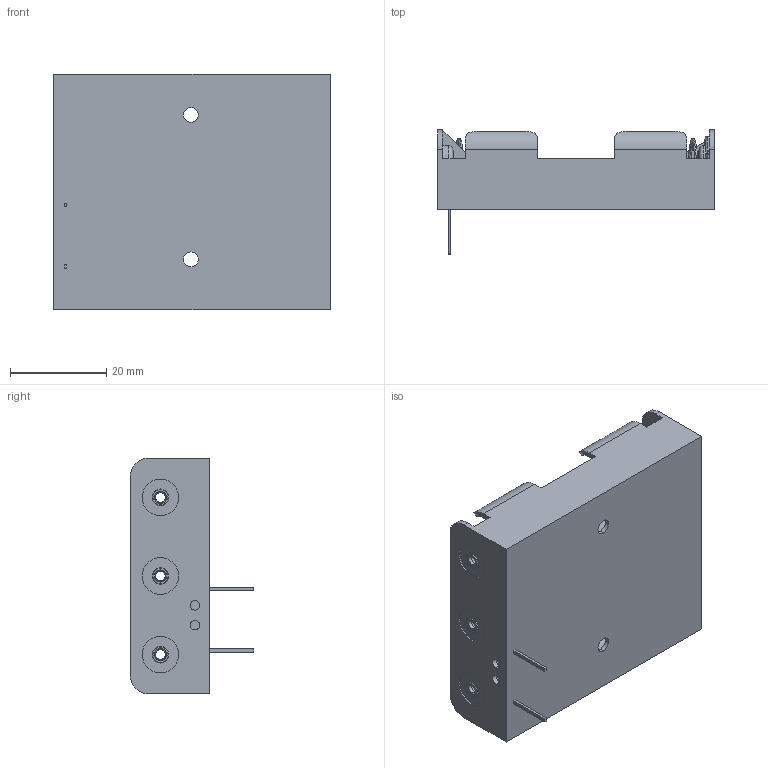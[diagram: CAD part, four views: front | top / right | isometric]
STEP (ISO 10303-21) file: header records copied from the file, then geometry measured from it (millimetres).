
FILE_DESCRIPTION (( 'STEP AP214' ), '1' );
FILE_NAME ('BC3AAPC.STEP', '2019-12-06T15:52:50', ( '' ), ( '' ), 'SwSTEP 2.0', 'SolidWorks 2017', '' );
FILE_SCHEMA (( 'AUTOMOTIVE_DESIGN' ));
Length unit declared in the file: millimetre
Products named in the file (1): BC3AAPC
Bounding box: 57.5 x 25.7 x 49 mm (x, y, z)
Volume: 8853 mm3; surface area: 15231.8 mm2
Topology: 10 solids, 10 shells, 477 faces, 1149 edges, 742 vertices
Faces by surface type: plane 247, cylinder 152, torus 72, bspline 6
Entity records: 19348 total; most frequent: CARTESIAN_POINT 7679, DIRECTION 2505, ORIENTED_EDGE 2298, EDGE_CURVE 1149, AXIS2_PLACEMENT_3D 916, VERTEX_POINT 742, VECTOR 673, LINE 673
